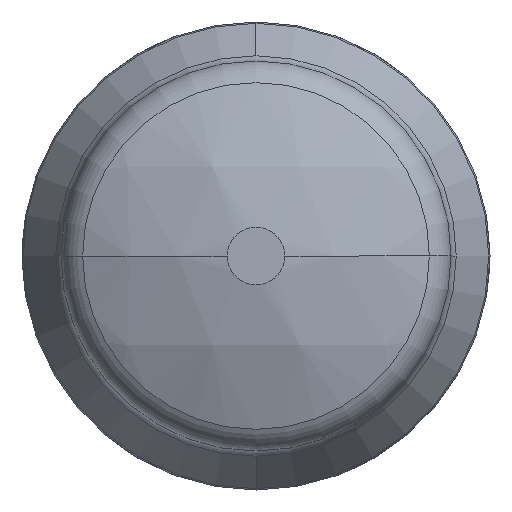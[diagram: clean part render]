
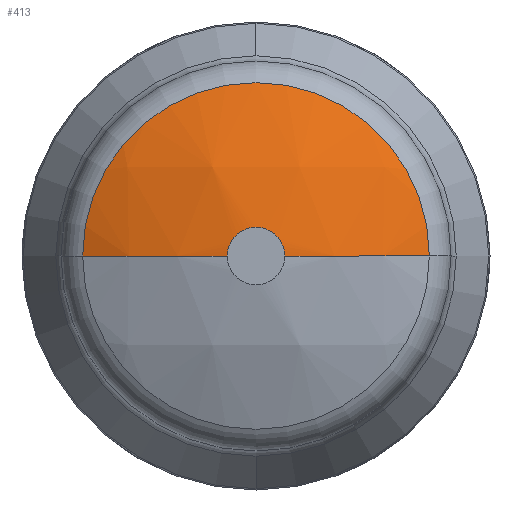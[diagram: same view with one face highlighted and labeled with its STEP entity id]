
A CAD part, left-side view. The second image highlights one B-rep face of the part: STEP entity #413.
In plain terms, the highlighted spherical face has radius 20 mm.
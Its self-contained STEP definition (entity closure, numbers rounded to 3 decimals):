
#402 = EDGE_CURVE ( 'NONE', #517, #434, #1030, .T. ) ;
#403 = ORIENTED_EDGE ( 'NONE', *, *, #408, .T. ) ;
#408 = EDGE_CURVE ( 'NONE', #434, #430, #1028, .T. ) ;
#411 = ORIENTED_EDGE ( 'NONE', *, *, #418, .F. ) ;
#412 = ORIENTED_EDGE ( 'NONE', *, *, #499, .T. ) ;
#413 = ADVANCED_FACE ( 'NONE', ( #1019 ), #1041, .T. ) ;
#418 = EDGE_CURVE ( 'NONE', #517, #432, #850, .T. ) ;
#422 = EDGE_LOOP ( 'NONE', ( #426, #403, #412, #411 ) ) ;
#426 = ORIENTED_EDGE ( 'NONE', *, *, #402, .T. ) ;
#430 = VERTEX_POINT ( 'NONE', #831 ) ;
#432 = VERTEX_POINT ( 'NONE', #844 ) ;
#434 = VERTEX_POINT ( 'NONE', #843 ) ;
#435 = AXIS2_PLACEMENT_3D ( 'NONE', #490, #489, #749 ) ;
#489 = DIRECTION ( 'NONE',  ( -1., 0., 0. ) ) ;
#490 = CARTESIAN_POINT ( 'NONE',  ( -52.971, 0., 0. ) ) ;
#492 = CIRCLE ( 'NONE', #435, 8.889 ) ;
#499 = EDGE_CURVE ( 'NONE', #430, #432, #492, .T. ) ;
#517 = VERTEX_POINT ( 'NONE', #1219 ) ;
#749 = DIRECTION ( 'NONE',  ( 0., 1., 0. ) ) ;
#831 = CARTESIAN_POINT ( 'NONE',  ( -52.971, -8.889, 0. ) ) ;
#843 = CARTESIAN_POINT ( 'NONE',  ( -55., -1.475, 0. ) ) ;
#844 = CARTESIAN_POINT ( 'NONE',  ( -52.971, 8.889, 0. ) ) ;
#847 = DIRECTION ( 'NONE',  ( -1., 0., 0. ) ) ;
#848 = DIRECTION ( 'NONE',  ( 0., 0., -1. ) ) ;
#849 = CARTESIAN_POINT ( 'NONE',  ( -35.054, 0., 0. ) ) ;
#850 = CIRCLE ( 'NONE', #872, 20. ) ;
#871 = DIRECTION ( 'NONE',  ( 0., 1., 0. ) ) ;
#872 = AXIS2_PLACEMENT_3D ( 'NONE', #849, #848, #847 ) ;
#876 = DIRECTION ( 'NONE',  ( 0., 0., 1. ) ) ;
#877 = DIRECTION ( 'NONE',  ( 0., -1., 0. ) ) ;
#1014 = DIRECTION ( 'NONE',  ( 0., 0., 1. ) ) ;
#1015 = CARTESIAN_POINT ( 'NONE',  ( -35.054, 0., 0. ) ) ;
#1016 = AXIS2_PLACEMENT_3D ( 'NONE', #1015, #1014, #877 ) ;
#1019 = FACE_OUTER_BOUND ( 'NONE', #422, .T. ) ;
#1022 = CARTESIAN_POINT ( 'NONE',  ( -35.054, 0., 0. ) ) ;
#1023 = AXIS2_PLACEMENT_3D ( 'NONE', #1022, #876, #871 ) ;
#1025 = DIRECTION ( 'NONE',  ( 0., 1., 0. ) ) ;
#1026 = DIRECTION ( 'NONE',  ( 1., 0., 0. ) ) ;
#1027 = CARTESIAN_POINT ( 'NONE',  ( -55., 0., 0. ) ) ;
#1028 = CIRCLE ( 'NONE', #1016, 20. ) ;
#1029 = AXIS2_PLACEMENT_3D ( 'NONE', #1027, #1026, #1025 ) ;
#1030 = CIRCLE ( 'NONE', #1029, 1.475 ) ;
#1041 = SPHERICAL_SURFACE ( 'NONE', #1023, 20. ) ;
#1219 = CARTESIAN_POINT ( 'NONE',  ( -55., 1.475, 0. ) ) ;
